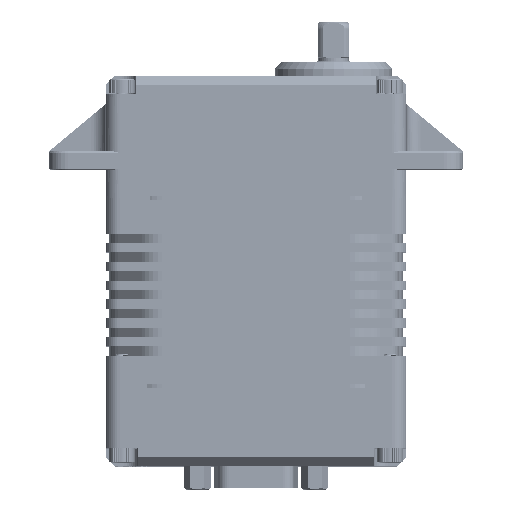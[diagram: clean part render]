
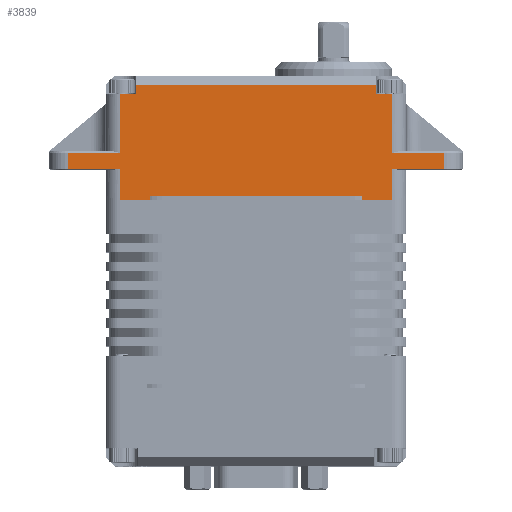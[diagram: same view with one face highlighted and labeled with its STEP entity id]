
A CAD part, top view. The second image highlights one B-rep face of the part: STEP entity #3839.
In plain terms, the highlighted planar face has unit normal (0, 0, 1).
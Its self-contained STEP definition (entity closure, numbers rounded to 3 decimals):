
#191=DIRECTION('',(1.,0.,0.));
#192=VECTOR('',#191,6.454);
#193=CARTESIAN_POINT('',(-29.,0.,16.5));
#194=LINE('',#193,#192);
#205=DIRECTION('',(1.,0.,0.));
#206=VECTOR('',#205,6.454);
#207=CARTESIAN_POINT('',(22.546,0.,16.5));
#208=LINE('',#207,#206);
#842=DIRECTION('',(-1.,0.,0.));
#843=VECTOR('',#842,11.);
#844=CARTESIAN_POINT('',(40.,6.6,16.5));
#845=LINE('',#844,#843);
#849=DIRECTION('',(0.,1.,0.));
#850=VECTOR('',#849,0.8);
#851=CARTESIAN_POINT('',(22.546,0.,16.5));
#852=LINE('',#851,#850);
#856=DIRECTION('',(-1.,0.,0.));
#857=VECTOR('',#856,45.091);
#858=CARTESIAN_POINT('',(22.546,0.8,16.5));
#859=LINE('',#858,#857);
#863=DIRECTION('',(0.,1.,0.));
#864=VECTOR('',#863,0.8);
#865=CARTESIAN_POINT('',(-22.546,0.,16.5));
#866=LINE('',#865,#864);
#870=DIRECTION('',(-1.,0.,0.));
#871=VECTOR('',#870,11.);
#872=CARTESIAN_POINT('',(-29.,6.6,16.5));
#873=LINE('',#872,#871);
#877=DIRECTION('',(0.,-1.,0.));
#878=VECTOR('',#877,3.4);
#879=CARTESIAN_POINT('',(-40.,10.,16.5));
#880=LINE('',#879,#878);
#884=DIRECTION('',(1.,0.,0.));
#885=VECTOR('',#884,11.);
#886=CARTESIAN_POINT('',(-40.,10.,16.5));
#887=LINE('',#886,#885);
#891=DIRECTION('',(1.,0.,0.));
#892=VECTOR('',#891,3.5);
#893=CARTESIAN_POINT('',(-29.,22.5,16.5));
#894=LINE('',#893,#892);
#898=DIRECTION('',(0.,-1.,0.));
#899=VECTOR('',#898,1.8);
#900=CARTESIAN_POINT('',(-25.5,24.3,16.5));
#901=LINE('',#900,#899);
#905=DIRECTION('',(1.,0.,0.));
#906=VECTOR('',#905,51.);
#907=CARTESIAN_POINT('',(-25.5,24.3,16.5));
#908=LINE('',#907,#906);
#912=DIRECTION('',(0.,-1.,0.));
#913=VECTOR('',#912,1.8);
#914=CARTESIAN_POINT('',(25.5,24.3,16.5));
#915=LINE('',#914,#913);
#919=DIRECTION('',(1.,0.,0.));
#920=VECTOR('',#919,3.5);
#921=CARTESIAN_POINT('',(25.5,22.5,16.5));
#922=LINE('',#921,#920);
#926=DIRECTION('',(1.,0.,0.));
#927=VECTOR('',#926,11.);
#928=CARTESIAN_POINT('',(29.,10.,16.5));
#929=LINE('',#928,#927);
#933=DIRECTION('',(0.,1.,0.));
#934=VECTOR('',#933,3.4);
#935=CARTESIAN_POINT('',(40.,6.6,16.5));
#936=LINE('',#935,#934);
#940=DIRECTION('',(0.,1.,0.));
#941=VECTOR('',#940,6.6);
#942=CARTESIAN_POINT('',(29.,0.,16.5));
#943=LINE('',#942,#941);
#1252=DIRECTION('',(0.,-1.,0.));
#1253=VECTOR('',#1252,6.6);
#1254=CARTESIAN_POINT('',(-29.,6.6,16.5));
#1255=LINE('',#1254,#1253);
#1701=DIRECTION('',(0.,1.,0.));
#1702=VECTOR('',#1701,12.5);
#1703=CARTESIAN_POINT('',(29.,10.,16.5));
#1704=LINE('',#1703,#1702);
#2450=DIRECTION('',(0.,-1.,0.));
#2451=VECTOR('',#2450,12.5);
#2452=CARTESIAN_POINT('',(-29.,22.5,16.5));
#2453=LINE('',#2452,#2451);
#2806=CARTESIAN_POINT('',(-22.546,0.,16.5));
#2808=VERTEX_POINT('',#2806);
#2819=CARTESIAN_POINT('',(22.546,0.,16.5));
#2821=VERTEX_POINT('',#2819);
#2830=CARTESIAN_POINT('',(22.546,0.8,16.5));
#2831=CARTESIAN_POINT('',(-22.546,0.8,16.5));
#2832=VERTEX_POINT('',#2830);
#2833=VERTEX_POINT('',#2831);
#2858=CARTESIAN_POINT('',(-29.,0.,16.5));
#2859=VERTEX_POINT('',#2858);
#2860=CARTESIAN_POINT('',(29.,0.,16.5));
#2861=VERTEX_POINT('',#2860);
#2903=CARTESIAN_POINT('',(-25.5,24.3,16.5));
#2905=VERTEX_POINT('',#2903);
#2907=CARTESIAN_POINT('',(25.5,24.3,16.5));
#2909=VERTEX_POINT('',#2907);
#2978=CARTESIAN_POINT('',(-25.5,22.5,16.5));
#2979=VERTEX_POINT('',#2978);
#2988=CARTESIAN_POINT('',(25.5,22.5,16.5));
#2989=VERTEX_POINT('',#2988);
#3026=CARTESIAN_POINT('',(-29.,22.5,16.5));
#3027=VERTEX_POINT('',#3026);
#3028=CARTESIAN_POINT('',(29.,22.5,16.5));
#3029=VERTEX_POINT('',#3028);
#3130=CARTESIAN_POINT('',(40.,6.6,16.5));
#3131=CARTESIAN_POINT('',(29.,6.6,16.5));
#3132=VERTEX_POINT('',#3130);
#3133=VERTEX_POINT('',#3131);
#3164=CARTESIAN_POINT('',(40.,10.,16.5));
#3165=VERTEX_POINT('',#3164);
#3168=CARTESIAN_POINT('',(29.,10.,16.5));
#3169=VERTEX_POINT('',#3168);
#3190=CARTESIAN_POINT('',(-40.,6.6,16.5));
#3191=VERTEX_POINT('',#3190);
#3194=CARTESIAN_POINT('',(-29.,6.6,16.5));
#3195=VERTEX_POINT('',#3194);
#3196=CARTESIAN_POINT('',(-40.,10.,16.5));
#3197=CARTESIAN_POINT('',(-29.,10.,16.5));
#3198=VERTEX_POINT('',#3196);
#3199=VERTEX_POINT('',#3197);
#3795=CARTESIAN_POINT('',(-32.,0.,16.5));
#3796=DIRECTION('',(0.,0.,1.));
#3797=DIRECTION('',(1.,0.,0.));
#3798=AXIS2_PLACEMENT_3D('',#3795,#3796,#3797);
#3799=PLANE('',#3798);
#3800=ORIENTED_EDGE('',*,*,#3785,.T.);
#3802=ORIENTED_EDGE('',*,*,#3801,.F.);
#3803=ORIENTED_EDGE('',*,*,#3357,.F.);
#3805=ORIENTED_EDGE('',*,*,#3804,.T.);
#3807=ORIENTED_EDGE('',*,*,#3806,.T.);
#3809=ORIENTED_EDGE('',*,*,#3808,.F.);
#3810=ORIENTED_EDGE('',*,*,#3327,.F.);
#3812=ORIENTED_EDGE('',*,*,#3811,.F.);
#3814=ORIENTED_EDGE('',*,*,#3813,.T.);
#3816=ORIENTED_EDGE('',*,*,#3815,.F.);
#3818=ORIENTED_EDGE('',*,*,#3817,.T.);
#3820=ORIENTED_EDGE('',*,*,#3819,.F.);
#3822=ORIENTED_EDGE('',*,*,#3821,.T.);
#3824=ORIENTED_EDGE('',*,*,#3823,.F.);
#3826=ORIENTED_EDGE('',*,*,#3825,.T.);
#3828=ORIENTED_EDGE('',*,*,#3827,.T.);
#3830=ORIENTED_EDGE('',*,*,#3829,.T.);
#3832=ORIENTED_EDGE('',*,*,#3831,.F.);
#3834=ORIENTED_EDGE('',*,*,#3833,.T.);
#3836=ORIENTED_EDGE('',*,*,#3835,.F.);
#3837=EDGE_LOOP('',(#3800,#3802,#3803,#3805,#3807,#3809,#3810,#3812,#3814,#3816,
#3818,#3820,#3822,#3824,#3826,#3828,#3830,#3832,#3834,#3836));
#3838=FACE_OUTER_BOUND('',#3837,.F.);
#3839=ADVANCED_FACE('',(#3838),#3799,.T.);
#3327=EDGE_CURVE('',#2859,#2808,#194,.T.);
#3357=EDGE_CURVE('',#2821,#2861,#208,.T.);
#3785=EDGE_CURVE('',#3132,#3133,#845,.T.);
#3801=EDGE_CURVE('',#2861,#3133,#943,.T.);
#3804=EDGE_CURVE('',#2821,#2832,#852,.T.);
#3806=EDGE_CURVE('',#2832,#2833,#859,.T.);
#3808=EDGE_CURVE('',#2808,#2833,#866,.T.);
#3811=EDGE_CURVE('',#3195,#2859,#1255,.T.);
#3813=EDGE_CURVE('',#3195,#3191,#873,.T.);
#3815=EDGE_CURVE('',#3198,#3191,#880,.T.);
#3817=EDGE_CURVE('',#3198,#3199,#887,.T.);
#3819=EDGE_CURVE('',#3027,#3199,#2453,.T.);
#3821=EDGE_CURVE('',#3027,#2979,#894,.T.);
#3823=EDGE_CURVE('',#2905,#2979,#901,.T.);
#3825=EDGE_CURVE('',#2905,#2909,#908,.T.);
#3827=EDGE_CURVE('',#2909,#2989,#915,.T.);
#3829=EDGE_CURVE('',#2989,#3029,#922,.T.);
#3831=EDGE_CURVE('',#3169,#3029,#1704,.T.);
#3833=EDGE_CURVE('',#3169,#3165,#929,.T.);
#3835=EDGE_CURVE('',#3132,#3165,#936,.T.);
